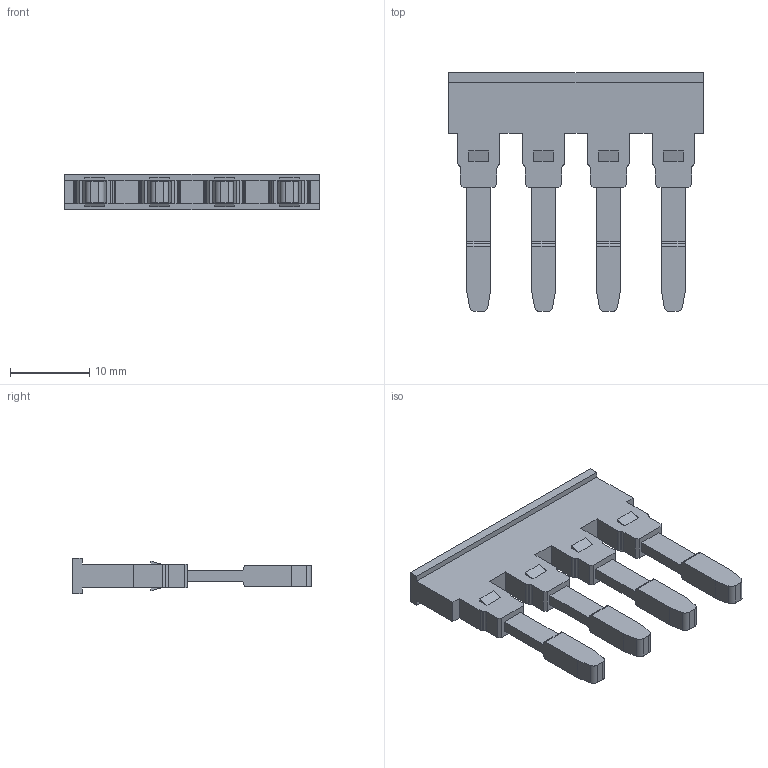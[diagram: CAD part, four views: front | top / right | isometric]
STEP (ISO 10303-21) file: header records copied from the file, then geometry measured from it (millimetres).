
FILE_DESCRIPTION (( 'STEP AP203' ), '1' );
FILE_NAME ('4''Lü - 6 Üst Köprü.STEP', '2020-03-24T12:34:46', ( '' ), ( '' ), 'SwSTEP 2.0', 'SolidWorks 2011', '' );
FILE_SCHEMA (( 'CONFIG_CONTROL_DESIGN' ));
Length unit declared in the file: millimetre
Products named in the file (1): 4''Lü - 6 Üst Köprü
Bounding box: 32.2 x 30.16 x 4.5 mm (x, y, z)
Volume: 1595.4 mm3; surface area: 1912.9 mm2
Topology: 1 solids, 1 shells, 166 faces, 457 edges, 305 vertices
Faces by surface type: plane 126, cylinder 40
Entity records: 5326 total; most frequent: CARTESIAN_POINT 929, ORIENTED_EDGE 914, DIRECTION 871, EDGE_CURVE 457, LINE 377, VECTOR 377, VERTEX_POINT 305, AXIS2_PLACEMENT_3D 247
